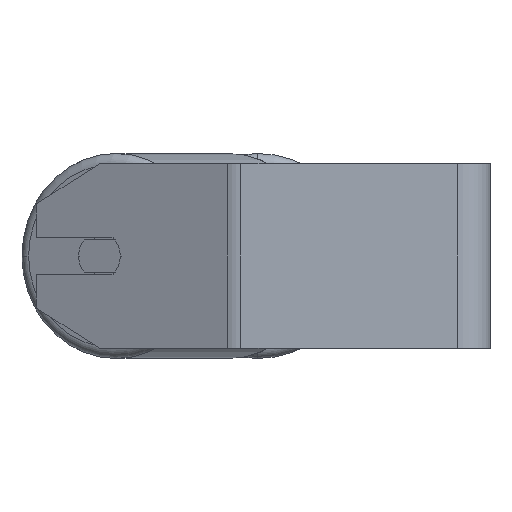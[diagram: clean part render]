
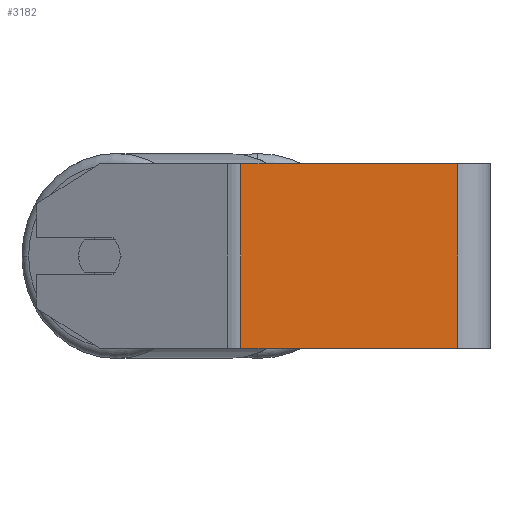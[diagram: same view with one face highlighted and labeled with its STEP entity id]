
A CAD part, left-side view. The second image highlights one B-rep face of the part: STEP entity #3182.
In plain terms, the highlighted planar face has unit normal (-1, 0, 0).
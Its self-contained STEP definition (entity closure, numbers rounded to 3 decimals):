
#76 = CARTESIAN_POINT ( 'NONE',  ( -250., 108.142, 40. ) ) ;
#250 = EDGE_CURVE ( 'NONE', #535, #1284, #5778, .T. ) ;
#535 = VERTEX_POINT ( 'NONE', #4966 ) ;
#648 = CARTESIAN_POINT ( 'NONE',  ( -250., 111.246, -40. ) ) ;
#689 = DIRECTION ( 'NONE',  ( 0., -1., 0. ) ) ;
#901 = VERTEX_POINT ( 'NONE', #5791 ) ;
#1244 = CARTESIAN_POINT ( 'NONE',  ( -250., 111.246, 40. ) ) ;
#1284 = VERTEX_POINT ( 'NONE', #7222 ) ;
#1329 = DIRECTION ( 'NONE',  ( 0., -1., 0. ) ) ;
#1592 = EDGE_LOOP ( 'NONE', ( #6472, #4003, #2396, #7261 ) ) ;
#2075 = CARTESIAN_POINT ( 'NONE',  ( -250., 14., 40. ) ) ;
#2112 = CARTESIAN_POINT ( 'NONE',  ( -250., 111.246, 40. ) ) ;
#2337 = AXIS2_PLACEMENT_3D ( 'NONE', #2112, #7932, #6641 ) ;
#2396 = ORIENTED_EDGE ( 'NONE', *, *, #7604, .F. ) ;
#3182 = ADVANCED_FACE ( 'NONE', ( #4735 ), #4824, .F. ) ;
#3196 = DIRECTION ( 'NONE',  ( 0., 0., -1. ) ) ;
#3197 = VERTEX_POINT ( 'NONE', #3555 ) ;
#3390 = LINE ( 'NONE', #2075, #4147 ) ;
#3448 = EDGE_CURVE ( 'NONE', #1284, #901, #4565, .T. ) ;
#3555 = CARTESIAN_POINT ( 'NONE',  ( -250., 14., 40. ) ) ;
#4003 = ORIENTED_EDGE ( 'NONE', *, *, #7936, .F. ) ;
#4147 = VECTOR ( 'NONE', #3196, 1000. ) ;
#4565 = LINE ( 'NONE', #648, #6944 ) ;
#4735 = FACE_OUTER_BOUND ( 'NONE', #1592, .T. ) ;
#4824 = PLANE ( 'NONE',  #2337 ) ;
#4966 = CARTESIAN_POINT ( 'NONE',  ( -250., 108.142, 40. ) ) ;
#5778 = LINE ( 'NONE', #76, #6763 ) ;
#5791 = CARTESIAN_POINT ( 'NONE',  ( -250., 14., -40. ) ) ;
#5868 = LINE ( 'NONE', #1244, #7124 ) ;
#6472 = ORIENTED_EDGE ( 'NONE', *, *, #3448, .T. ) ;
#6641 = DIRECTION ( 'NONE',  ( 0., 1., 0. ) ) ;
#6763 = VECTOR ( 'NONE', #8381, 1000. ) ;
#6944 = VECTOR ( 'NONE', #689, 1000. ) ;
#7124 = VECTOR ( 'NONE', #1329, 1000. ) ;
#7222 = CARTESIAN_POINT ( 'NONE',  ( -250., 108.142, -40. ) ) ;
#7261 = ORIENTED_EDGE ( 'NONE', *, *, #250, .T. ) ;
#7604 = EDGE_CURVE ( 'NONE', #535, #3197, #5868, .T. ) ;
#7932 = DIRECTION ( 'NONE',  ( 1., 0., 0. ) ) ;
#7936 = EDGE_CURVE ( 'NONE', #3197, #901, #3390, .T. ) ;
#8381 = DIRECTION ( 'NONE',  ( 0., 0., -1. ) ) ;
